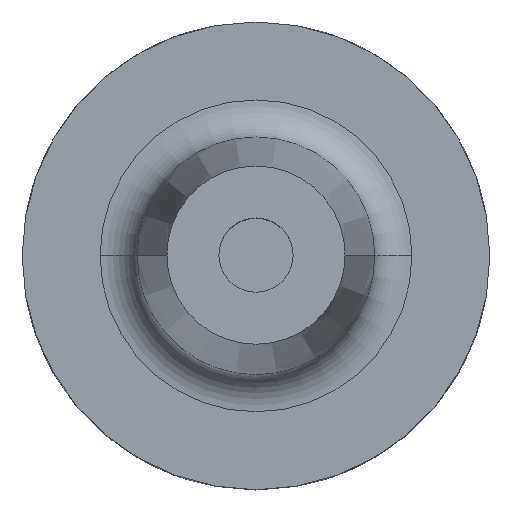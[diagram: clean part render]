
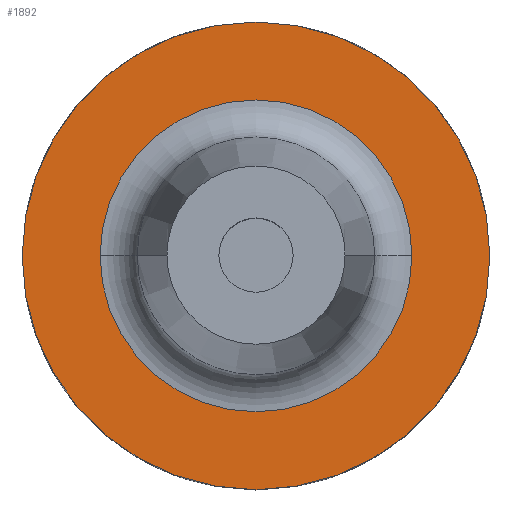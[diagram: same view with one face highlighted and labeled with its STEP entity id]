
A CAD part, top view. The second image highlights one B-rep face of the part: STEP entity #1892.
In plain terms, the highlighted planar face has unit normal (0, 0, 1).
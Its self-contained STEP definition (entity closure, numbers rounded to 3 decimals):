
#238 = CIRCLE ( 'NONE', #1142, 21. ) ;
#254 = CARTESIAN_POINT ( 'NONE',  ( -21., 0., 22. ) ) ;
#309 = FACE_OUTER_BOUND ( 'NONE', #2547, .T. ) ;
#541 = AXIS2_PLACEMENT_3D ( 'NONE', #856, #3513, #1239 ) ;
#629 = AXIS2_PLACEMENT_3D ( 'NONE', #1554, #4235, #1945 ) ;
#687 = CARTESIAN_POINT ( 'NONE',  ( 31.5, 0., 22. ) ) ;
#729 = AXIS2_PLACEMENT_3D ( 'NONE', #1567, #1461, #775 ) ;
#775 = DIRECTION ( 'NONE',  ( -1., 0., 0. ) ) ;
#849 = ORIENTED_EDGE ( 'NONE', *, *, #2456, .T. ) ;
#856 = CARTESIAN_POINT ( 'NONE',  ( 0., 0., 22. ) ) ;
#928 = CARTESIAN_POINT ( 'NONE',  ( 21., 0., 22. ) ) ;
#1142 = AXIS2_PLACEMENT_3D ( 'NONE', #1574, #4248, #1957 ) ;
#1156 = CIRCLE ( 'NONE', #1183, 31.5 ) ;
#1183 = AXIS2_PLACEMENT_3D ( 'NONE', #1931, #4593, #2305 ) ;
#1239 = DIRECTION ( 'NONE',  ( -1., 0., 0. ) ) ;
#1461 = DIRECTION ( 'NONE',  ( 0., 0., -1. ) ) ;
#1554 = CARTESIAN_POINT ( 'NONE',  ( 0., 0., 22. ) ) ;
#1567 = CARTESIAN_POINT ( 'NONE',  ( 0., 0., 22. ) ) ;
#1574 = CARTESIAN_POINT ( 'NONE',  ( 0., 0., 22. ) ) ;
#1892 = ADVANCED_FACE ( 'NONE', ( #2331, #309 ), #3032, .F. ) ;
#1931 = CARTESIAN_POINT ( 'NONE',  ( 0., 0., 22. ) ) ;
#1945 = DIRECTION ( 'NONE',  ( 1., 0., 0. ) ) ;
#1957 = DIRECTION ( 'NONE',  ( -1., 0., 0. ) ) ;
#1982 = ORIENTED_EDGE ( 'NONE', *, *, #2933, .T. ) ;
#2305 = DIRECTION ( 'NONE',  ( 1., 0., 0. ) ) ;
#2331 = FACE_BOUND ( 'NONE', #3096, .T. ) ;
#2414 = EDGE_CURVE ( 'NONE', #3222, #3878, #4303, .T. ) ;
#2442 = CIRCLE ( 'NONE', #541, 21. ) ;
#2456 = EDGE_CURVE ( 'NONE', #4702, #3151, #238, .T. ) ;
#2547 = EDGE_LOOP ( 'NONE', ( #2572, #4673 ) ) ;
#2572 = ORIENTED_EDGE ( 'NONE', *, *, #4289, .T. ) ;
#2933 = EDGE_CURVE ( 'NONE', #3151, #4702, #2442, .T. ) ;
#3032 = PLANE ( 'NONE',  #729 ) ;
#3096 = EDGE_LOOP ( 'NONE', ( #849, #1982 ) ) ;
#3151 = VERTEX_POINT ( 'NONE', #928 ) ;
#3222 = VERTEX_POINT ( 'NONE', #3242 ) ;
#3242 = CARTESIAN_POINT ( 'NONE',  ( -31.5, 0., 22. ) ) ;
#3513 = DIRECTION ( 'NONE',  ( 0., 0., -1. ) ) ;
#3878 = VERTEX_POINT ( 'NONE', #687 ) ;
#4235 = DIRECTION ( 'NONE',  ( 0., 0., 1. ) ) ;
#4248 = DIRECTION ( 'NONE',  ( 0., 0., -1. ) ) ;
#4289 = EDGE_CURVE ( 'NONE', #3878, #3222, #1156, .T. ) ;
#4303 = CIRCLE ( 'NONE', #629, 31.5 ) ;
#4593 = DIRECTION ( 'NONE',  ( 0., 0., 1. ) ) ;
#4673 = ORIENTED_EDGE ( 'NONE', *, *, #2414, .T. ) ;
#4702 = VERTEX_POINT ( 'NONE', #254 ) ;
